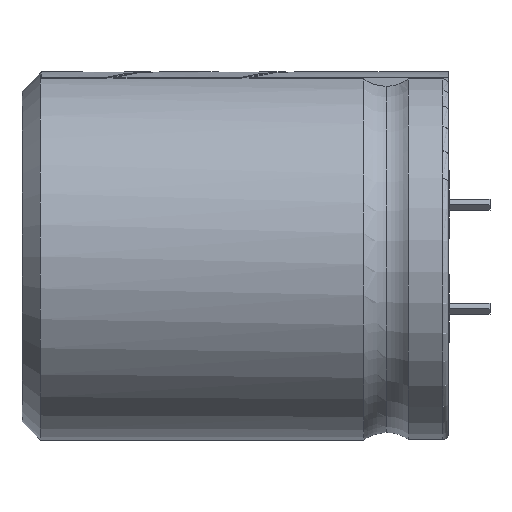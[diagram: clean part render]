
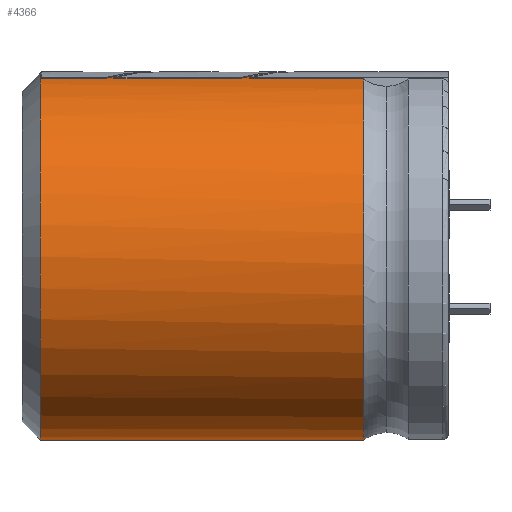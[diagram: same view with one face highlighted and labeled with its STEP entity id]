
A CAD part, left-side view. The second image highlights one B-rep face of the part: STEP entity #4366.
In plain terms, the highlighted cylindrical face has radius 17.65 mm (diameter 35.3 mm), a partial arc.
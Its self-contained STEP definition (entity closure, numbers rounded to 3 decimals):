
#1100 = LINE ( 'NONE', #9775, #7000 ) ;
#1388 = CARTESIAN_POINT ( 'NONE',  ( 0., 1.224, 17.65 ) ) ;
#1399 = CARTESIAN_POINT ( 'NONE',  ( -4.463, 17.687, 17.077 ) ) ;
#1539 = CARTESIAN_POINT ( 'NONE',  ( 0., 24.687, 0. ) ) ;
#1677 = DIRECTION ( 'NONE',  ( 0., 1., 0. ) ) ;
#1822 = CARTESIAN_POINT ( 'NONE',  ( -3.004, 3.228, 17.458 ) ) ;
#1892 = CARTESIAN_POINT ( 'NONE',  ( -3.004, 17.228, 17.458 ) ) ;
#2051 = VERTEX_POINT ( 'NONE', #11287 ) ;
#2059 = CARTESIAN_POINT ( 'NONE',  ( -1.508, 2.732, 17.65 ) ) ;
#2213 = CARTESIAN_POINT ( 'NONE',  ( 0., 1.224, 17.65 ) ) ;
#2240 =( BOUNDED_CURVE ( )  B_SPLINE_CURVE ( 3, ( #11564, #1822, #11633, #4995 ),
 .UNSPECIFIED., .F., .T. ) 
 B_SPLINE_CURVE_WITH_KNOTS ( ( 4, 4 ),
 ( 1.315, 1.571 ),
 .UNSPECIFIED. ) 
 CURVE ( )  GEOMETRIC_REPRESENTATION_ITEM ( )  RATIONAL_B_SPLINE_CURVE ( ( 1., 0.995, 0.995, 1. ) ) 
 REPRESENTATION_ITEM ( '' )  );
#2456 = CARTESIAN_POINT ( 'NONE',  ( -4.463, -6.325, 17.077 ) ) ;
#2489 = LINE ( 'NONE', #8254, #2803 ) ;
#2605 = CARTESIAN_POINT ( 'NONE',  ( -4.463, 32.893, 17.077 ) ) ;
#2797 = CARTESIAN_POINT ( 'NONE',  ( -1.508, 15.732, 17.65 ) ) ;
#2801 =( BOUNDED_CURVE ( )  B_SPLINE_CURVE ( 3, ( #2213, #2059, #14276, #11046 ),
 .UNSPECIFIED., .F., .F. ) 
 B_SPLINE_CURVE_WITH_KNOTS ( ( 4, 4 ),
 ( 4.712, 4.968 ),
 .UNSPECIFIED. ) 
 CURVE ( )  GEOMETRIC_REPRESENTATION_ITEM ( )  RATIONAL_B_SPLINE_CURVE ( ( 1., 0.995, 0.995, 1. ) ) 
 REPRESENTATION_ITEM ( '' )  );
#2803 = VECTOR ( 'NONE', #7982, 1000. ) ;
#2946 = VERTEX_POINT ( 'NONE', #11818 ) ;
#2948 = DIRECTION ( 'NONE',  ( 0., 0., -1. ) ) ;
#2964 = CARTESIAN_POINT ( 'NONE',  ( 0., -6.325, -17.65 ) ) ;
#2994 = CIRCLE ( 'NONE', #13180, 17.65 ) ;
#3073 = ORIENTED_EDGE ( 'NONE', *, *, #12444, .T. ) ;
#3146 = ORIENTED_EDGE ( 'NONE', *, *, #12020, .T. ) ;
#3423 = CARTESIAN_POINT ( 'NONE',  ( 0., 13.224, 17.65 ) ) ;
#3440 = EDGE_CURVE ( 'NONE', #13005, #12432, #6076, .T. ) ;
#3453 = CARTESIAN_POINT ( 'NONE',  ( 0., 13.224, 17.65 ) ) ;
#3700 = VERTEX_POINT ( 'NONE', #1388 ) ;
#3733 = ORIENTED_EDGE ( 'NONE', *, *, #11336, .T. ) ;
#3837 = EDGE_CURVE ( 'NONE', #10199, #13221, #2489, .T. ) ;
#3895 = LINE ( 'NONE', #11419, #8087 ) ;
#4078 = CARTESIAN_POINT ( 'NONE',  ( -4.463, 4.687, 17.077 ) ) ;
#4335 = CARTESIAN_POINT ( 'NONE',  ( -3.004, 16.228, 17.458 ) ) ;
#4366 = ADVANCED_FACE ( 'NONE', ( #14272 ), #13092, .T. ) ;
#4438 = DIRECTION ( 'NONE',  ( 0., 1., 0. ) ) ;
#4646 = LINE ( 'NONE', #2605, #14133 ) ;
#4852 = ORIENTED_EDGE ( 'NONE', *, *, #3440, .T. ) ;
#4855 = ORIENTED_EDGE ( 'NONE', *, *, #10709, .T. ) ;
#4906 = EDGE_CURVE ( 'NONE', #10199, #8493, #2994, .T. ) ;
#4995 = CARTESIAN_POINT ( 'NONE',  ( 0., 0.224, 17.65 ) ) ;
#5008 = CARTESIAN_POINT ( 'NONE',  ( -4.463, 32.893, 17.077 ) ) ;
#5300 = VECTOR ( 'NONE', #8028, 1000. ) ;
#5344 = CIRCLE ( 'NONE', #10425, 17.65 ) ;
#5496 = DIRECTION ( 'NONE',  ( 0., 1., 0. ) ) ;
#5772 = CIRCLE ( 'NONE', #9954, 17.65 ) ;
#5790 = ORIENTED_EDGE ( 'NONE', *, *, #10030, .T. ) ;
#5870 = CARTESIAN_POINT ( 'NONE',  ( 0., 32.893, 17.65 ) ) ;
#6002 = EDGE_CURVE ( 'NONE', #12480, #8437, #4646, .T. ) ;
#6076 = LINE ( 'NONE', #5008, #14073 ) ;
#6103 = EDGE_CURVE ( 'NONE', #12432, #6503, #5772, .T. ) ;
#6116 = CARTESIAN_POINT ( 'NONE',  ( 0., 14.224, 17.65 ) ) ;
#6132 = ORIENTED_EDGE ( 'NONE', *, *, #6103, .T. ) ;
#6242 = EDGE_CURVE ( 'NONE', #13221, #2946, #5344, .T. ) ;
#6307 = LINE ( 'NONE', #10721, #7901 ) ;
#6386 = EDGE_CURVE ( 'NONE', #13196, #2051, #3895, .T. ) ;
#6503 = VERTEX_POINT ( 'NONE', #7131 ) ;
#6553 = CARTESIAN_POINT ( 'NONE',  ( -4.463, 17.687, 17.077 ) ) ;
#6838 = ORIENTED_EDGE ( 'NONE', *, *, #6242, .F. ) ;
#6954 = DIRECTION ( 'NONE',  ( 0., 1., 0. ) ) ;
#7000 = VECTOR ( 'NONE', #5496, 1000. ) ;
#7131 = CARTESIAN_POINT ( 'NONE',  ( 0., 24.687, 17.65 ) ) ;
#7347 = EDGE_CURVE ( 'NONE', #6503, #2946, #7887, .T. ) ;
#7484 = CARTESIAN_POINT ( 'NONE',  ( -4.463, 18.687, 17.077 ) ) ;
#7630 = CARTESIAN_POINT ( 'NONE',  ( -1.508, 14.732, 17.65 ) ) ;
#7773 =( BOUNDED_CURVE ( )  B_SPLINE_CURVE ( 3, ( #6116, #2797, #1892, #7484 ),
 .UNSPECIFIED., .F., .T. ) 
 B_SPLINE_CURVE_WITH_KNOTS ( ( 4, 4 ),
 ( 4.712, 4.968 ),
 .UNSPECIFIED. ) 
 CURVE ( )  GEOMETRIC_REPRESENTATION_ITEM ( )  RATIONAL_B_SPLINE_CURVE ( ( 1., 0.995, 0.995, 1. ) ) 
 REPRESENTATION_ITEM ( '' )  );
#7794 = ORIENTED_EDGE ( 'NONE', *, *, #6002, .T. ) ;
#7887 = LINE ( 'NONE', #5870, #5300 ) ;
#7901 = VECTOR ( 'NONE', #8624, 1000. ) ;
#7982 = DIRECTION ( 'NONE',  ( 0., 1., 0. ) ) ;
#8028 = DIRECTION ( 'NONE',  ( 0., 1., 0. ) ) ;
#8087 = VECTOR ( 'NONE', #11693, 1000. ) ;
#8254 = CARTESIAN_POINT ( 'NONE',  ( 0., 32.893, -17.65 ) ) ;
#8392 = CARTESIAN_POINT ( 'NONE',  ( -4.463, 18.687, 17.077 ) ) ;
#8437 = VERTEX_POINT ( 'NONE', #1399 ) ;
#8493 = VERTEX_POINT ( 'NONE', #2456 ) ;
#8624 = DIRECTION ( 'NONE',  ( 0., 1., 0. ) ) ;
#8878 = VERTEX_POINT ( 'NONE', #4078 ) ;
#8894 = CARTESIAN_POINT ( 'NONE',  ( 0., -6.325, 0. ) ) ;
#9420 = DIRECTION ( 'NONE',  ( 0., 1., 0. ) ) ;
#9684 = AXIS2_PLACEMENT_3D ( 'NONE', #9901, #14339, #10899 ) ;
#9764 = CARTESIAN_POINT ( 'NONE',  ( 0., 24.758, 0. ) ) ;
#9775 = CARTESIAN_POINT ( 'NONE',  ( -4.463, 32.893, 17.077 ) ) ;
#9836 = DIRECTION ( 'NONE',  ( 0., 1., 0. ) ) ;
#9901 = CARTESIAN_POINT ( 'NONE',  ( 0., 32.893, 0. ) ) ;
#9905 = EDGE_CURVE ( 'NONE', #3700, #12480, #2801, .T. ) ;
#9954 = AXIS2_PLACEMENT_3D ( 'NONE', #1539, #1677, #2948 ) ;
#9972 = ORIENTED_EDGE ( 'NONE', *, *, #7347, .T. ) ;
#10030 = EDGE_CURVE ( 'NONE', #2051, #13005, #7773, .T. ) ;
#10199 = VERTEX_POINT ( 'NONE', #2964 ) ;
#10241 = ORIENTED_EDGE ( 'NONE', *, *, #4906, .T. ) ;
#10425 = AXIS2_PLACEMENT_3D ( 'NONE', #9764, #9836, #14208 ) ;
#10557 = CARTESIAN_POINT ( 'NONE',  ( -4.463, 24.687, 17.077 ) ) ;
#10709 = EDGE_CURVE ( 'NONE', #8437, #13196, #12222, .T. ) ;
#10721 = CARTESIAN_POINT ( 'NONE',  ( 0., 32.893, 17.65 ) ) ;
#10879 = ORIENTED_EDGE ( 'NONE', *, *, #6386, .T. ) ;
#10899 = DIRECTION ( 'NONE',  ( 0., 0., 1. ) ) ;
#11046 = CARTESIAN_POINT ( 'NONE',  ( -4.463, 5.687, 17.077 ) ) ;
#11245 = EDGE_LOOP ( 'NONE', ( #11333, #10241, #3733, #3073, #3146, #12179, #7794, #4855, #10879, #5790, #4852, #6132, #9972, #6838 ) ) ;
#11287 = CARTESIAN_POINT ( 'NONE',  ( 0., 14.224, 17.65 ) ) ;
#11333 = ORIENTED_EDGE ( 'NONE', *, *, #3837, .F. ) ;
#11336 = EDGE_CURVE ( 'NONE', #8493, #8878, #1100, .T. ) ;
#11419 = CARTESIAN_POINT ( 'NONE',  ( 0., 32.893, 17.65 ) ) ;
#11564 = CARTESIAN_POINT ( 'NONE',  ( -4.463, 4.687, 17.077 ) ) ;
#11633 = CARTESIAN_POINT ( 'NONE',  ( -1.508, 1.732, 17.65 ) ) ;
#11693 = DIRECTION ( 'NONE',  ( 0., 1., 0. ) ) ;
#11818 = CARTESIAN_POINT ( 'NONE',  ( 0., 24.758, 17.65 ) ) ;
#12020 = EDGE_CURVE ( 'NONE', #12406, #3700, #6307, .T. ) ;
#12179 = ORIENTED_EDGE ( 'NONE', *, *, #9905, .T. ) ;
#12222 =( BOUNDED_CURVE ( )  B_SPLINE_CURVE ( 3, ( #6553, #4335, #7630, #3453 ),
 .UNSPECIFIED., .F., .T. ) 
 B_SPLINE_CURVE_WITH_KNOTS ( ( 4, 4 ),
 ( 1.315, 1.571 ),
 .UNSPECIFIED. ) 
 CURVE ( )  GEOMETRIC_REPRESENTATION_ITEM ( )  RATIONAL_B_SPLINE_CURVE ( ( 1., 0.995, 0.995, 1. ) ) 
 REPRESENTATION_ITEM ( '' )  );
#12292 = DIRECTION ( 'NONE',  ( 0., 0., 1. ) ) ;
#12406 = VERTEX_POINT ( 'NONE', #12725 ) ;
#12432 = VERTEX_POINT ( 'NONE', #10557 ) ;
#12444 = EDGE_CURVE ( 'NONE', #8878, #12406, #2240, .T. ) ;
#12480 = VERTEX_POINT ( 'NONE', #12872 ) ;
#12725 = CARTESIAN_POINT ( 'NONE',  ( 0., 0.224, 17.65 ) ) ;
#12872 = CARTESIAN_POINT ( 'NONE',  ( -4.463, 5.687, 17.077 ) ) ;
#13005 = VERTEX_POINT ( 'NONE', #8392 ) ;
#13092 = CYLINDRICAL_SURFACE ( 'NONE', #9684, 17.65 ) ;
#13180 = AXIS2_PLACEMENT_3D ( 'NONE', #8894, #4438, #12292 ) ;
#13196 = VERTEX_POINT ( 'NONE', #3423 ) ;
#13221 = VERTEX_POINT ( 'NONE', #13465 ) ;
#13465 = CARTESIAN_POINT ( 'NONE',  ( 0., 24.758, -17.65 ) ) ;
#14073 = VECTOR ( 'NONE', #9420, 1000. ) ;
#14133 = VECTOR ( 'NONE', #6954, 1000. ) ;
#14208 = DIRECTION ( 'NONE',  ( 0., 0., 1. ) ) ;
#14272 = FACE_OUTER_BOUND ( 'NONE', #11245, .T. ) ;
#14276 = CARTESIAN_POINT ( 'NONE',  ( -3.004, 4.228, 17.458 ) ) ;
#14339 = DIRECTION ( 'NONE',  ( 0., 1., 0. ) ) ;
